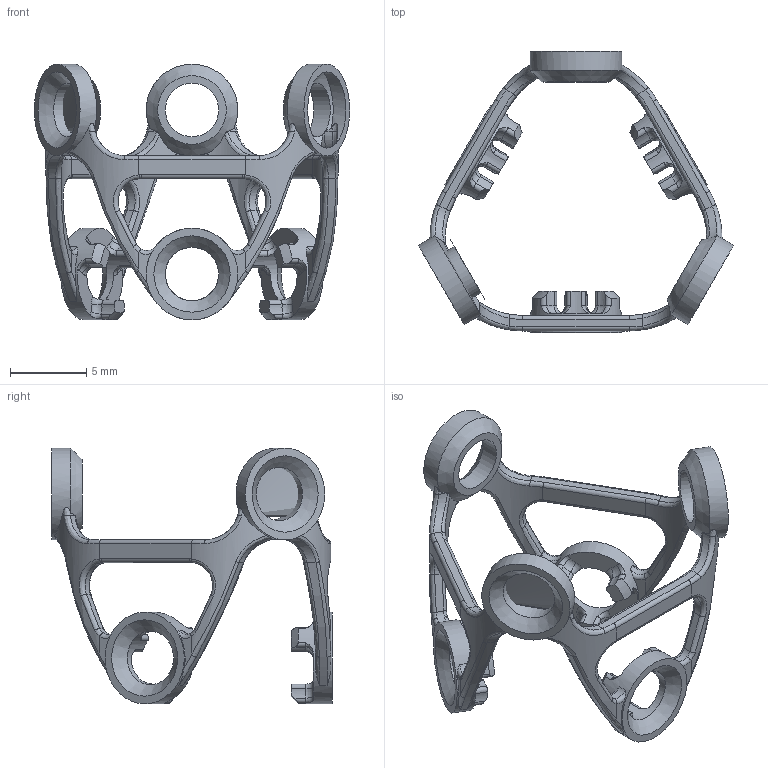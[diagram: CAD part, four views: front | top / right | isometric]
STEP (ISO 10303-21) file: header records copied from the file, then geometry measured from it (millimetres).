
FILE_DESCRIPTION(/* description */ ('crown'),/* implementation_level */ '2;1');
FILE_NAME(/* name */ 'crown 3 point con tact.step',/* time_stamp */ '2025-08-12T20:04:54-04:00',/* author */ (''),/* organization */ (''),/* preprocessor_version */ 'ST-DEVELOPER v20.1',/* originating_system */ 'Autodesk Translation Framework v14.10.0.0',/* authorisation */ '');
FILE_SCHEMA (('AUTOMOTIVE_DESIGN { 1 0 10303 214 3 1 1 }'));
Length unit declared in the file: millimetre
Products named in the file (1): crown
Bounding box: 20.67 x 18.4 x 16.75 mm (x, y, z)
Volume: 294.8 mm3; surface area: 886.3 mm2
Topology: 1 solids, 1 shells, 381 faces, 1083 edges, 696 vertices
Faces by surface type: cylinder 132, torus 102, bspline 78, plane 51, cone 18
Full cylindrical faces by diameter (mm): 3.5 x6, 6 x6
Entity records: 16502 total; most frequent: CARTESIAN_POINT 7062, ORIENTED_EDGE 2166, DIRECTION 1868, EDGE_CURVE 1083, AXIS2_PLACEMENT_3D 838, VERTEX_POINT 696, CIRCLE 528, EDGE_LOOP 393
